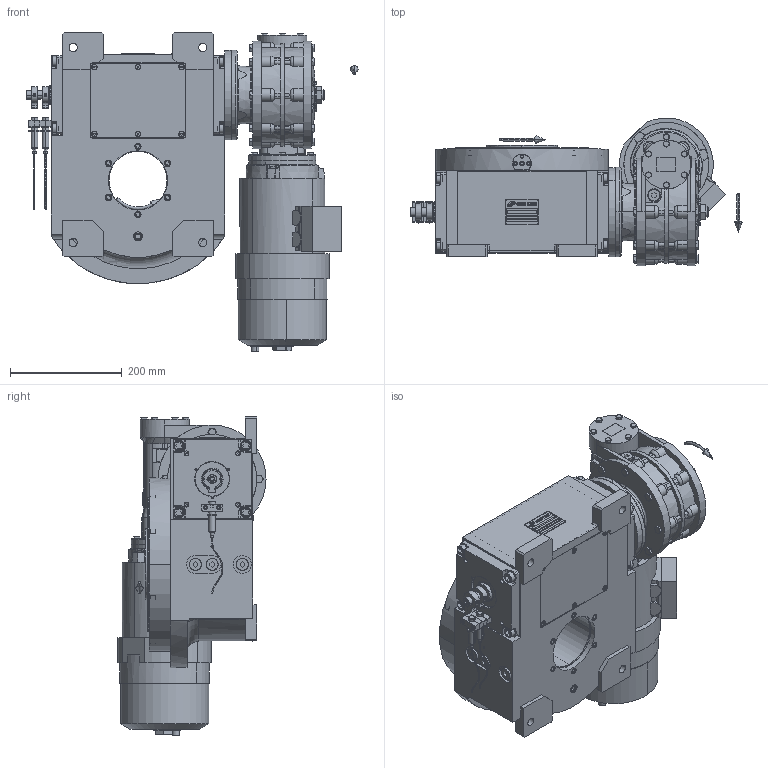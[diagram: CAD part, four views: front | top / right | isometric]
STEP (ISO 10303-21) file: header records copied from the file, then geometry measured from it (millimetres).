
FILE_DESCRIPTION (( 'STEP AP203' ), '1' );
FILE_NAME ('PC5200459.step', '2024-06-28T12:30:19', ( '' ), ( '' ), 'SwSTEP 2.0', 'SolidWorks 2020', '' );
FILE_SCHEMA (( 'CONFIG_CONTROL_DESIGN' ));
Length unit declared in the file: millimetre
Products named in the file (97): rig09_007_master; RIG09_005_ASM.stp; cfn2000_01_099; cfn2000_01_081; rig09_014_s_003; CFN2223_02_003.stp; cfn2115_02_058; rig09_003_6_s_002; AS_rig09_004; AS_cfn2476_01_002_60x46; freccia_angolare_albero; cfn2070_05_009; 900_38_11_14_4; CFN2223_02_004.stp; cfn2000_01_152; AS_rig09_002_bl_003; olio_agip_blasia_150; cfn2155_01_095; rig09_071_6_m_n_02.stp; AS_rig09_014_s_003; cfn2151_01_233; cfn2155_01_166; RIG09_005_AF0.stp; CFN2104_02_018.stp; cfn2104_01_018; RMI85_F3_LCB_DX_80B14; AS_900_38_30_003; AS_rig09_016; CFN2401_01_003.stp; rig09_001_a_s_003; CFN2356_03_053.stp; cfn2128_04_002; rig09_002_bl_003; AS_rig09_071_6_m_n_02; CFN2400_04_003-2.stp; cfn2000_01_161; cfn2107_01_001; cfn2003_01_054; CFN2010_02_002.stp; cfn2151_01_115 ...
Assembly tree (89 placements, depth 5):
  rig09_007_master
  CFN2223_02_003.stp
  CFN2223_02_004.stp
  olio_agip_blasia_150
  cfn2151_01_233
Bounding box: 594.5 x 265.19 x 571.38 mm (x, y, z)
Volume: 15205325.7 mm3; surface area: 1804780.1 mm2
Topology: 78 solids, 82 shells, 3628 faces, 9038 edges, 5804 vertices
Faces by surface type: plane 1782, cylinder 1105, cone 498, torus 200, bspline 39, sphere 4
Entity records: 132155 total; most frequent: CARTESIAN_POINT 39565, DIRECTION 17128, ORIENTED_EDGE 17072, EDGE_CURVE 8540, AXIS2_PLACEMENT_3D 6195, VERTEX_POINT 5531, VECTOR 4738, LINE 4738
